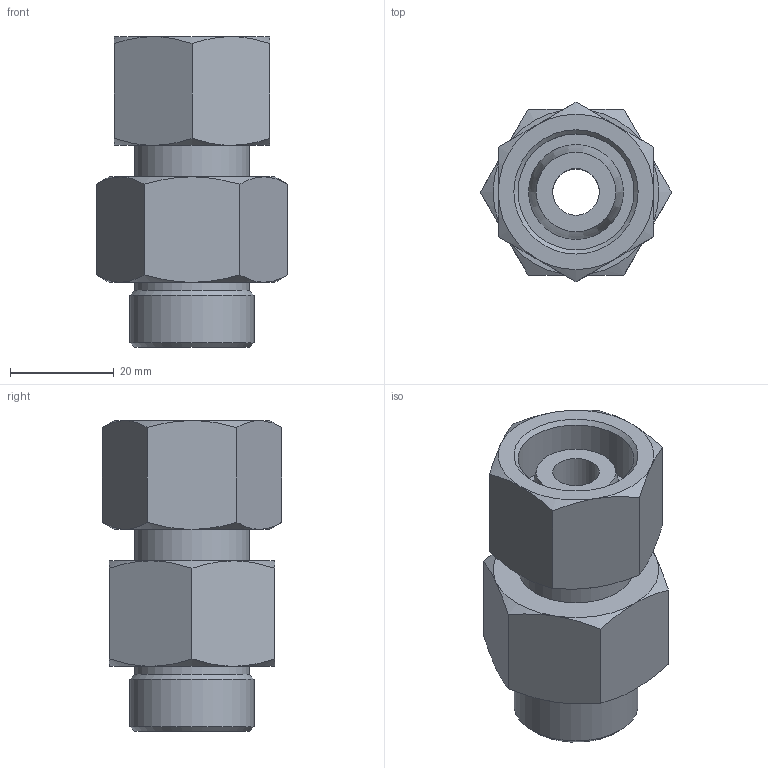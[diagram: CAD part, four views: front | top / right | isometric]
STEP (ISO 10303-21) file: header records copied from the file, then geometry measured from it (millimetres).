
FILE_DESCRIPTION(/* description */ ('STEP AP203'),/* implementation_level */ '2;1');
FILE_NAME(/* name */ 'Stud GDV 16-02',/* time_stamp */ '2025-01-17T13:41:48+01:00',/* author */ ('License CC BY-ND 4.0'),/* organization */ ('CADENAS'),/* preprocessor_version */ 'ST-DEVELOPER v19.3',/* originating_system */ 'PARTsolutions',/* authorisation */ ' ');
FILE_SCHEMA (('CONFIG_CONTROL_DESIGN','MODEL_BASED_INTEGRATED_MANUFACTURING_SCHEMA'));
Length unit declared in the file: millimetre
Products named in the file (1): Stutzen GDV 16-02
Bounding box: 36.95 x 34.64 x 60 mm (x, y, z)
Volume: 33145.6 mm3; surface area: 11290.9 mm2
Topology: 1 solids, 1 shells, 62 faces, 131 edges, 77 vertices
Faces by surface type: cone 33, plane 22, cylinder 7
Full cylindrical faces by diameter (mm): 9 x1, 11.445 x1, 16 x1, 22.16 x2, 22.376 x1, 24 x1
Entity records: 1654 total; most frequent: CARTESIAN_POINT 423, DIRECTION 236, ORIENTED_EDGE 232, EDGE_CURVE 116, AXIS2_PLACEMENT_3D 111, EDGE_LOOP 86, FACE_BOUND 86, VERTEX_POINT 76
